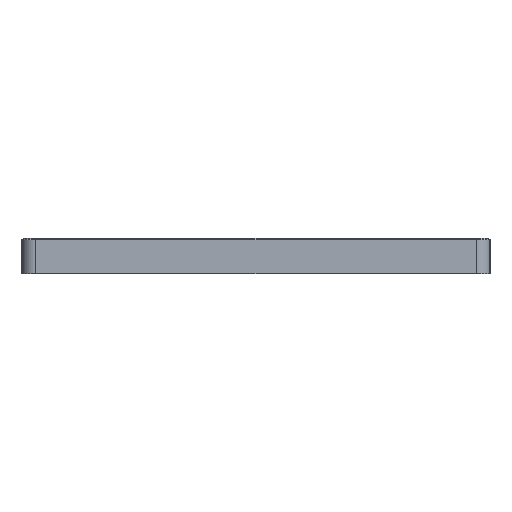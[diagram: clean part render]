
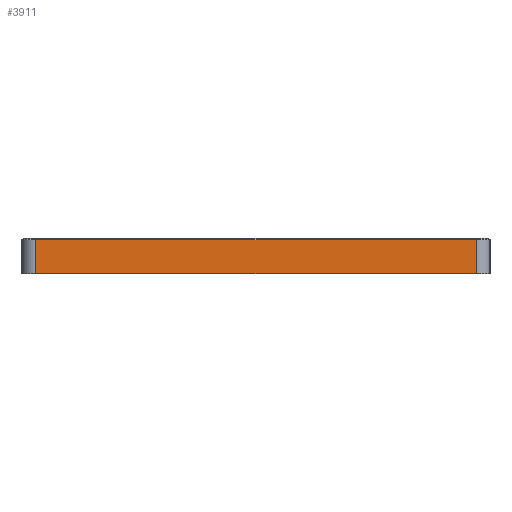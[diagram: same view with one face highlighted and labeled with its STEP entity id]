
A CAD part, left-side view. The second image highlights one B-rep face of the part: STEP entity #3911.
In plain terms, the highlighted planar face has unit normal (-1, 0, 0).
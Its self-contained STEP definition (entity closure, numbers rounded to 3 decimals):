
#92=PLANE('',#4184);
#219=FACE_OUTER_BOUND('',#453,.T.);
#453=EDGE_LOOP('',(#2701,#2702,#2703,#2704));
#701=LINE('',#5904,#1093);
#710=LINE('',#5934,#1102);
#712=LINE('',#5940,#1104);
#713=LINE('',#5941,#1105);
#1093=VECTOR('',#4658,10.);
#1102=VECTOR('',#4691,10.);
#1104=VECTOR('',#4697,10.);
#1105=VECTOR('',#4698,10.);
#1689=VERTEX_POINT('',#5894);
#1691=VERTEX_POINT('',#5900);
#1701=VERTEX_POINT('',#5933);
#1703=VERTEX_POINT('',#5939);
#2067=EDGE_CURVE('',#1689,#1691,#701,.T.);
#2082=EDGE_CURVE('',#1691,#1701,#710,.T.);
#2085=EDGE_CURVE('',#1703,#1689,#712,.T.);
#2086=EDGE_CURVE('',#1701,#1703,#713,.T.);
#2701=ORIENTED_EDGE('',*,*,#2067,.F.);
#2702=ORIENTED_EDGE('',*,*,#2085,.F.);
#2703=ORIENTED_EDGE('',*,*,#2086,.F.);
#2704=ORIENTED_EDGE('',*,*,#2082,.F.);
#3911=ADVANCED_FACE('',(#219),#92,.T.);
#4184=AXIS2_PLACEMENT_3D('',#5938,#4695,#4696);
#4658=DIRECTION('',(0.,-1.,0.));
#4691=DIRECTION('',(0.,0.,-1.));
#4695=DIRECTION('center_axis',(-1.,0.,0.));
#4696=DIRECTION('ref_axis',(0.,1.,0.));
#4697=DIRECTION('',(0.,0.,1.));
#4698=DIRECTION('',(0.,1.,0.));
#5894=CARTESIAN_POINT('',(25.369,-27.837,13.1));
#5900=CARTESIAN_POINT('',(25.369,-155.4,13.1));
#5904=CARTESIAN_POINT('',(25.369,-126.384,13.1));
#5933=CARTESIAN_POINT('',(25.369,-155.4,3.2));
#5934=CARTESIAN_POINT('',(25.369,-155.4,6.6));
#5938=CARTESIAN_POINT('Origin',(25.369,-162.4,6.6));
#5939=CARTESIAN_POINT('',(25.369,-27.837,3.2));
#5940=CARTESIAN_POINT('',(25.369,-27.837,5.465));
#5941=CARTESIAN_POINT('',(25.369,-126.384,3.2));
